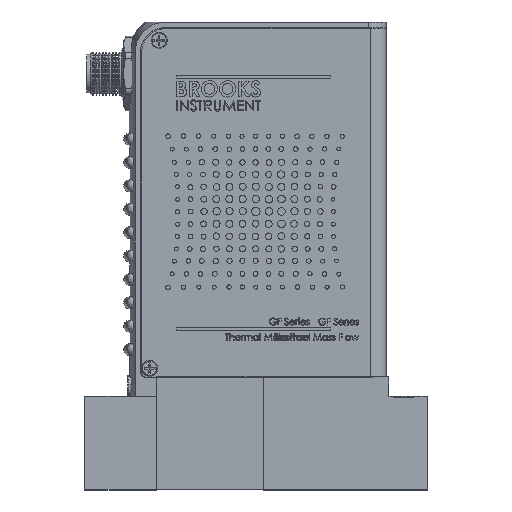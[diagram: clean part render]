
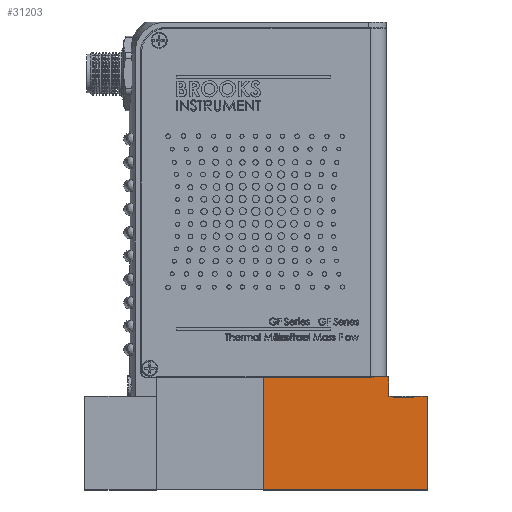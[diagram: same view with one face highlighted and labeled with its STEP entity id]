
A CAD part, top view. The second image highlights one B-rep face of the part: STEP entity #31203.
In plain terms, the highlighted planar face has unit normal (0, 0, 1).
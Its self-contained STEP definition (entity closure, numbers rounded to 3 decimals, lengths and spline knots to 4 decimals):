
#362 = ORIENTED_EDGE ( 'NONE', *, *, #7467, .F. ) ;
#1248 = ORIENTED_EDGE ( 'NONE', *, *, #41339, .F. ) ;
#2468 = VECTOR ( 'NONE', #37412, 39.3701 ) ;
#2602 = DIRECTION ( 'NONE',  ( 0., 1., 0. ) ) ;
#3144 = CARTESIAN_POINT ( 'NONE',  ( 0.5539, 1.0881, 0.56 ) ) ;
#3776 = VECTOR ( 'NONE', #65215, 39.3701 ) ;
#3888 = CARTESIAN_POINT ( 'NONE',  ( 0.9629, -0.1189, 0.56 ) ) ;
#4559 = VERTEX_POINT ( 'NONE', #59819 ) ;
#5567 = VERTEX_POINT ( 'NONE', #38749 ) ;
#6447 = LINE ( 'NONE', #26164, #31629 ) ;
#7058 = CARTESIAN_POINT ( 'NONE',  ( 0.8186, 0.8711, 0.56 ) ) ;
#7467 = EDGE_CURVE ( 'NONE', #30054, #38193, #6447, .T. ) ;
#7782 = EDGE_CURVE ( 'NONE', #11036, #52266, #57678, .T. ) ;
#7810 = CARTESIAN_POINT ( 'NONE',  ( -0.7911, -0.1189, 0.56 ) ) ;
#8034 = DIRECTION ( 'NONE',  ( 1., 0., 0. ) ) ;
#10534 = VERTEX_POINT ( 'NONE', #47152 ) ;
#10997 = VERTEX_POINT ( 'NONE', #3888 ) ;
#11036 = VERTEX_POINT ( 'NONE', #19127 ) ;
#13091 = EDGE_CURVE ( 'NONE', #10534, #38193, #53055, .T. ) ;
#13632 = CARTESIAN_POINT ( 'NONE',  ( -0.7911, 0.8711, 0.56 ) ) ;
#13777 = DIRECTION ( 'NONE',  ( 1., 0., 0. ) ) ;
#15240 = ORIENTED_EDGE ( 'NONE', *, *, #60568, .T. ) ;
#15924 = CARTESIAN_POINT ( 'NONE',  ( 0.5993, 0.8711, 0.56 ) ) ;
#18226 = VERTEX_POINT ( 'NONE', #60383 ) ;
#18265 = ORIENTED_EDGE ( 'NONE', *, *, #30212, .T. ) ;
#19127 = CARTESIAN_POINT ( 'NONE',  ( 0.8186, 0.8811, 0.56 ) ) ;
#19634 = ORIENTED_EDGE ( 'NONE', *, *, #54004, .T. ) ;
#20461 = LINE ( 'NONE', #52804, #63849 ) ;
#21135 = DIRECTION ( 'NONE',  ( 1., 0., 0. ) ) ;
#21475 = CARTESIAN_POINT ( 'NONE',  ( -0.7911, 1.0881, 0.56 ) ) ;
#23478 = CARTESIAN_POINT ( 'NONE',  ( -0.7911, 1.0881, 0.56 ) ) ;
#26164 = CARTESIAN_POINT ( 'NONE',  ( -0.7911, 1.0881, 0.56 ) ) ;
#27669 = VECTOR ( 'NONE', #38905, 39.3701 ) ;
#27850 = DIRECTION ( 'NONE',  ( 0., 1., 0. ) ) ;
#28549 = DIRECTION ( 'NONE',  ( -1., 0., 0. ) ) ;
#29227 = LINE ( 'NONE', #7058, #2468 ) ;
#30054 = VERTEX_POINT ( 'NONE', #21475 ) ;
#30094 = CARTESIAN_POINT ( 'NONE',  ( -0.7911, 1.0881, 0.56 ) ) ;
#30212 = EDGE_CURVE ( 'NONE', #4559, #10997, #61979, .T. ) ;
#30268 = CARTESIAN_POINT ( 'NONE',  ( 0.9629, 0.8811, 0.56 ) ) ;
#31203 = ADVANCED_FACE ( 'NONE', ( #61087 ), #48603, .F. ) ;
#31629 = VECTOR ( 'NONE', #21135, 39.3701 ) ;
#32486 = ORIENTED_EDGE ( 'NONE', *, *, #43635, .F. ) ;
#32910 = CARTESIAN_POINT ( 'NONE',  ( 0.5539, 0.8811, 0.56 ) ) ;
#32970 = ORIENTED_EDGE ( 'NONE', *, *, #7782, .F. ) ;
#33664 = DIRECTION ( 'NONE',  ( 0., -1., 0. ) ) ;
#33719 = VECTOR ( 'NONE', #33664, 39.3701 ) ;
#35102 = ORIENTED_EDGE ( 'NONE', *, *, #44000, .T. ) ;
#37114 = AXIS2_PLACEMENT_3D ( 'NONE', #23478, #58789, #28549 ) ;
#37412 = DIRECTION ( 'NONE',  ( 0., -1., 0. ) ) ;
#38193 = VERTEX_POINT ( 'NONE', #3144 ) ;
#38749 = CARTESIAN_POINT ( 'NONE',  ( 0.8186, 0.8711, 0.56 ) ) ;
#38905 = DIRECTION ( 'NONE',  ( 1., 0., 0. ) ) ;
#39537 = ORIENTED_EDGE ( 'NONE', *, *, #13091, .T. ) ;
#39606 = LINE ( 'NONE', #43854, #44322 ) ;
#40113 = EDGE_CURVE ( 'NONE', #10534, #18226, #39606, .T. ) ;
#41339 = EDGE_CURVE ( 'NONE', #61538, #5567, #52909, .T. ) ;
#43635 = EDGE_CURVE ( 'NONE', #52266, #10997, #60599, .T. ) ;
#43854 = CARTESIAN_POINT ( 'NONE',  ( 0.9629, 0.8811, 0.56 ) ) ;
#44000 = EDGE_CURVE ( 'NONE', #61538, #18226, #20461, .T. ) ;
#44190 = VECTOR ( 'NONE', #55640, 39.3701 ) ;
#44322 = VECTOR ( 'NONE', #13777, 39.3701 ) ;
#47152 = CARTESIAN_POINT ( 'NONE',  ( 0.5539, 0.8811, 0.56 ) ) ;
#47962 = EDGE_LOOP ( 'NONE', ( #1248, #35102, #62925, #39537, #362, #19634, #18265, #32486, #32970, #15240 ) ) ;
#48517 = VECTOR ( 'NONE', #8034, 39.3701 ) ;
#48603 = PLANE ( 'NONE',  #37114 ) ;
#51480 = VECTOR ( 'NONE', #27850, 39.3701 ) ;
#52266 = VERTEX_POINT ( 'NONE', #64968 ) ;
#52606 = LINE ( 'NONE', #30094, #3776 ) ;
#52804 = CARTESIAN_POINT ( 'NONE',  ( 0.5993, 0.8711, 0.56 ) ) ;
#52909 = LINE ( 'NONE', #13632, #27669 ) ;
#53055 = LINE ( 'NONE', #32910, #51480 ) ;
#54004 = EDGE_CURVE ( 'NONE', #30054, #4559, #52606, .T. ) ;
#55640 = DIRECTION ( 'NONE',  ( 1., 0., 0. ) ) ;
#57678 = LINE ( 'NONE', #30268, #44190 ) ;
#58789 = DIRECTION ( 'NONE',  ( 0., 0., -1. ) ) ;
#58866 = CARTESIAN_POINT ( 'NONE',  ( 0.9629, 1.0881, 0.56 ) ) ;
#59819 = CARTESIAN_POINT ( 'NONE',  ( -0.7911, -0.1189, 0.56 ) ) ;
#60383 = CARTESIAN_POINT ( 'NONE',  ( 0.5993, 0.8811, 0.56 ) ) ;
#60568 = EDGE_CURVE ( 'NONE', #11036, #5567, #29227, .T. ) ;
#60599 = LINE ( 'NONE', #58866, #33719 ) ;
#61087 = FACE_OUTER_BOUND ( 'NONE', #47962, .T. ) ;
#61538 = VERTEX_POINT ( 'NONE', #15924 ) ;
#61979 = LINE ( 'NONE', #7810, #48517 ) ;
#62925 = ORIENTED_EDGE ( 'NONE', *, *, #40113, .F. ) ;
#63849 = VECTOR ( 'NONE', #2602, 39.3701 ) ;
#64968 = CARTESIAN_POINT ( 'NONE',  ( 0.9629, 0.8811, 0.56 ) ) ;
#65215 = DIRECTION ( 'NONE',  ( 0., -1., 0. ) ) ;
